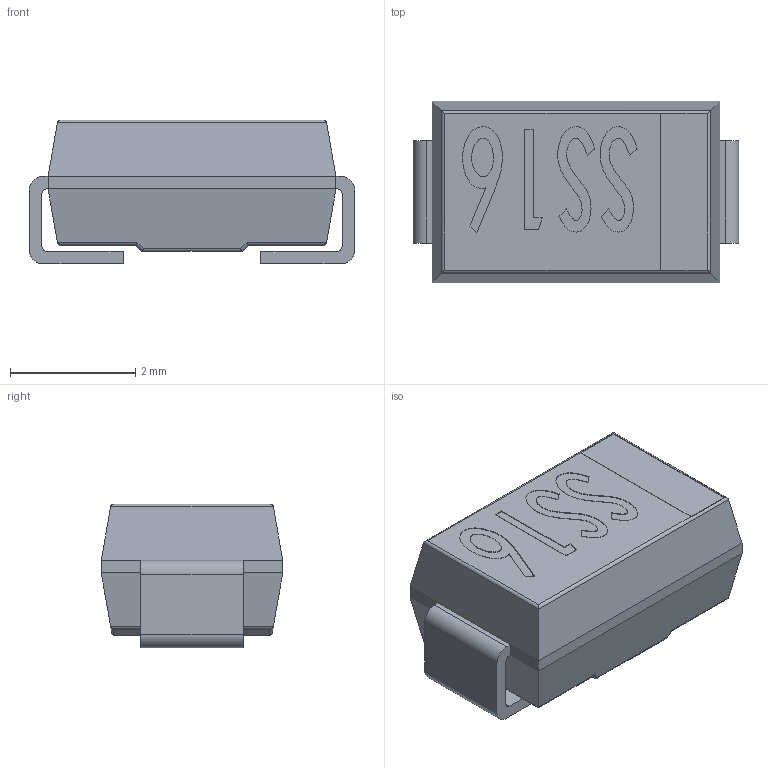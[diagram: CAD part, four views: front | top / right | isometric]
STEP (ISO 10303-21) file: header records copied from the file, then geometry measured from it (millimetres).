
FILE_DESCRIPTION(('FreeCAD Model'),'2;1');
FILE_NAME('Fusion.step', '2016-11-01T16:47:30',('Author'),(''), 'Open CASCADE STEP processor 6.8','FreeCAD','Unknown');
FILE_SCHEMA(('AUTOMOTIVE_DESIGN_CC2 { 1 2 10303 214 -1 1 5 4 }'));
Length unit declared in the file: millimetre
Products named in the file (2): ASSEMBLY; Fusion
Assembly tree (1 placements, depth 2):
  ASSEMBLY
    Fusion
Bounding box: 5.2 x 2.9 x 2.3 mm (x, y, z)
Volume: 26.8 mm3; surface area: 71.3 mm2
Topology: 1 solids, 1 shells, 124 faces, 323 edges, 206 vertices
Faces by surface type: plane 61, bspline 39, cylinder 24
Entity records: 15252 total; most frequent: CARTESIAN_POINT 8672, DIRECTION 779, ORIENTED_EDGE 646, PCURVE 646, DEFINITIONAL_REPRESENTATION 646, LINE 565, VECTOR 565, B_SPLINE_CURVE_WITH_KNOTS 340
